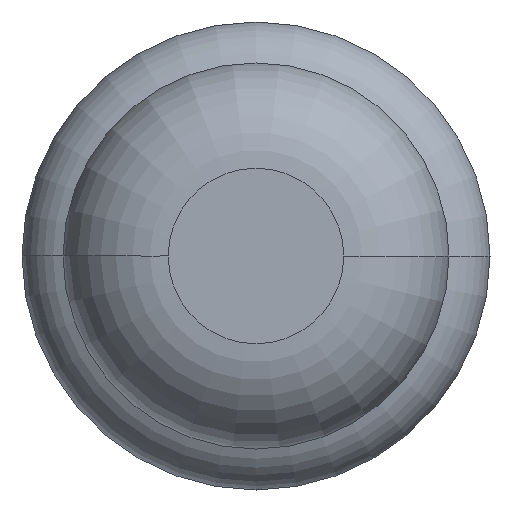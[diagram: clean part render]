
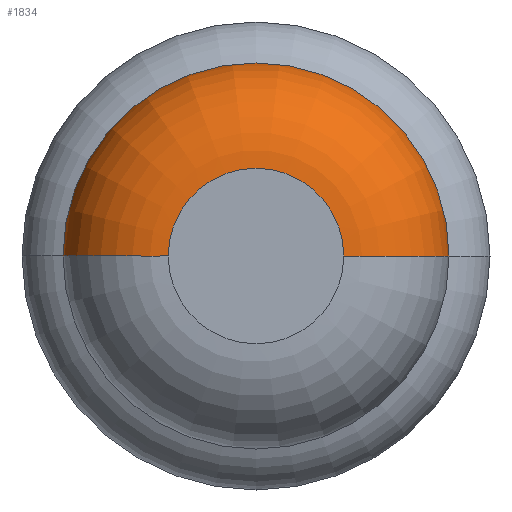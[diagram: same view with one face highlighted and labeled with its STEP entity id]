
A CAD part, front view. The second image highlights one B-rep face of the part: STEP entity #1834.
In plain terms, the highlighted toroidal (fillet/blend) face has major radius 0.375 mm and minor radius 0.45 mm.
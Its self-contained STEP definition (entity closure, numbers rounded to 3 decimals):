
#88 = DIRECTION ( 'NONE',  ( 0., 0., -1. ) ) ;
#115 = ORIENTED_EDGE ( 'NONE', *, *, #1490, .T. ) ;
#289 = AXIS2_PLACEMENT_3D ( 'NONE', #1333, #2376, #770 ) ;
#479 = FACE_OUTER_BOUND ( 'NONE', #1853, .T. ) ;
#673 = DIRECTION ( 'NONE',  ( 1., 0., 0. ) ) ;
#770 = DIRECTION ( 'NONE',  ( 1., 0., 0. ) ) ;
#936 = CARTESIAN_POINT ( 'NONE',  ( -0.375, -32., 0. ) ) ;
#952 = CIRCLE ( 'NONE', #2128, 0.375 ) ;
#989 = ORIENTED_EDGE ( 'NONE', *, *, #2530, .T. ) ;
#990 = TOROIDAL_SURFACE ( 'NONE', #1936, 0.375, 0.45 ) ;
#1102 = AXIS2_PLACEMENT_3D ( 'NONE', #2872, #1516, #2331 ) ;
#1252 = EDGE_CURVE ( 'NONE', #2867, #1836, #1719, .T. ) ;
#1313 = ORIENTED_EDGE ( 'NONE', *, *, #1252, .F. ) ;
#1333 = CARTESIAN_POINT ( 'NONE',  ( 0., -31.55, 0. ) ) ;
#1490 = EDGE_CURVE ( 'NONE', #1987, #3509, #2002, .T. ) ;
#1502 = CARTESIAN_POINT ( 'NONE',  ( 0., -32., 0. ) ) ;
#1516 = DIRECTION ( 'NONE',  ( 0., 0., 1. ) ) ;
#1634 = CARTESIAN_POINT ( 'NONE',  ( 0.825, -31.55, 0. ) ) ;
#1687 = DIRECTION ( 'NONE',  ( -1., 0., 0. ) ) ;
#1719 = CIRCLE ( 'NONE', #1857, 0.45 ) ;
#1834 = ADVANCED_FACE ( 'Defeature ausgef�hrt2_7', ( #479 ), #990, .T. ) ;
#1836 = VERTEX_POINT ( 'NONE', #2997 ) ;
#1853 = EDGE_LOOP ( 'NONE', ( #989, #115, #2881, #1313 ) ) ;
#1857 = AXIS2_PLACEMENT_3D ( 'NONE', #2210, #88, #1687 ) ;
#1936 = AXIS2_PLACEMENT_3D ( 'NONE', #3018, #2761, #2703 ) ;
#1987 = VERTEX_POINT ( 'NONE', #2861 ) ;
#2002 = CIRCLE ( 'NONE', #1102, 0.45 ) ;
#2106 = CIRCLE ( 'NONE', #289, 0.825 ) ;
#2128 = AXIS2_PLACEMENT_3D ( 'NONE', #1502, #3394, #673 ) ;
#2210 = CARTESIAN_POINT ( 'NONE',  ( 0.375, -31.55, 0. ) ) ;
#2331 = DIRECTION ( 'NONE',  ( 1., 0., 0. ) ) ;
#2376 = DIRECTION ( 'NONE',  ( 0., -1., 0. ) ) ;
#2530 = EDGE_CURVE ( 'Defeature ausgef�hrt2_7+Defeature ausgef�hrt2_8+Defeature ausgef�hrt2_8+Defeature ausgef�hrt2_8', #2867, #1987, #2106, .T. ) ;
#2703 = DIRECTION ( 'NONE',  ( 1., 0., 0. ) ) ;
#2761 = DIRECTION ( 'NONE',  ( 0., -1., 0. ) ) ;
#2861 = CARTESIAN_POINT ( 'NONE',  ( -0.825, -31.55, 0. ) ) ;
#2867 = VERTEX_POINT ( 'NONE', #1634 ) ;
#2872 = CARTESIAN_POINT ( 'NONE',  ( -0.375, -31.55, 0. ) ) ;
#2881 = ORIENTED_EDGE ( 'NONE', *, *, #3464, .F. ) ;
#2997 = CARTESIAN_POINT ( 'NONE',  ( 0.375, -32., 0. ) ) ;
#3018 = CARTESIAN_POINT ( 'NONE',  ( 0., -31.55, 0. ) ) ;
#3394 = DIRECTION ( 'NONE',  ( 0., -1., 0. ) ) ;
#3464 = EDGE_CURVE ( 'Defeature ausgef�hrt2_6+Defeature ausgef�hrt2_7+Defeature ausgef�hrt2_7+Defeature ausgef�hrt2_7', #1836, #3509, #952, .T. ) ;
#3509 = VERTEX_POINT ( 'NONE', #936 ) ;
